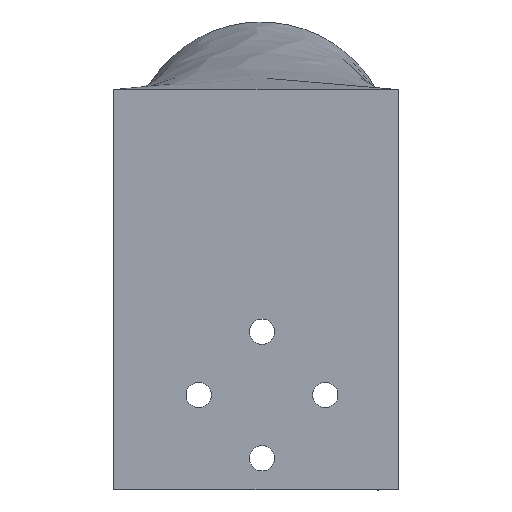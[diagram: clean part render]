
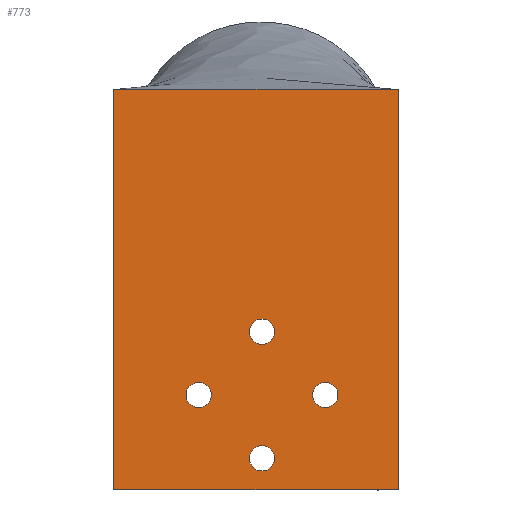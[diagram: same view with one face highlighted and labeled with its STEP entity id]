
A CAD part, top view. The second image highlights one B-rep face of the part: STEP entity #773.
In plain terms, the highlighted planar face has unit normal (0, 0, 1).
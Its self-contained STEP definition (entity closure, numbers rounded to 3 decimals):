
#7 = ORIENTED_EDGE ( 'NONE', *, *, #1968, .T. ) ;
#10 = DIRECTION ( 'NONE',  ( -1., 0., 0. ) ) ;
#12 = AXIS2_PLACEMENT_3D ( 'NONE', #690, #1432, #1842 ) ;
#28 = LINE ( 'NONE', #594, #2312 ) ;
#35 = CARTESIAN_POINT ( 'NONE',  ( 23.537, 209.327, 134.527 ) ) ;
#55 = DIRECTION ( 'NONE',  ( 0., 0., -1. ) ) ;
#59 = FACE_OUTER_BOUND ( 'NONE', #1054, .T. ) ;
#107 = VECTOR ( 'NONE', #2234, 1000. ) ;
#115 = ORIENTED_EDGE ( 'NONE', *, *, #1729, .T. ) ;
#162 = VERTEX_POINT ( 'NONE', #498 ) ;
#214 = EDGE_CURVE ( 'NONE', #351, #162, #2117, .T. ) ;
#229 = DIRECTION ( 'NONE',  ( -1., 0., 0. ) ) ;
#262 = CARTESIAN_POINT ( 'NONE',  ( 0., 0., 134.527 ) ) ;
#264 = VECTOR ( 'NONE', #353, 1000. ) ;
#285 = DIRECTION ( 'NONE',  ( -1., 0., 0. ) ) ;
#309 = DIRECTION ( 'NONE',  ( 0., 0., -1. ) ) ;
#316 = EDGE_CURVE ( 'NONE', #421, #945, #520, .T. ) ;
#351 = VERTEX_POINT ( 'NONE', #2358 ) ;
#353 = DIRECTION ( 'NONE',  ( 0., -1., 0. ) ) ;
#421 = VERTEX_POINT ( 'NONE', #2057 ) ;
#450 = CARTESIAN_POINT ( 'NONE',  ( 10.603, 224.326, 134.527 ) ) ;
#467 = CARTESIAN_POINT ( 'NONE',  ( 23.537, 247.327, 134.527 ) ) ;
#486 = CARTESIAN_POINT ( 'NONE',  ( 16.603, 218.327, 134.527 ) ) ;
#498 = CARTESIAN_POINT ( 'NONE',  ( 9.403, 224.326, 134.527 ) ) ;
#516 = LINE ( 'NONE', #467, #871 ) ;
#520 = LINE ( 'NONE', #1601, #264 ) ;
#544 = DIRECTION ( 'NONE',  ( -1., 0., 0. ) ) ;
#577 = CARTESIAN_POINT ( 'NONE',  ( 10.603, 212.327, 134.527 ) ) ;
#582 = CARTESIAN_POINT ( 'NONE',  ( 16.603, 218.327, 134.527 ) ) ;
#585 = ORIENTED_EDGE ( 'NONE', *, *, #214, .T. ) ;
#594 = CARTESIAN_POINT ( 'NONE',  ( -3.463, 247.327, 134.527 ) ) ;
#598 = ORIENTED_EDGE ( 'NONE', *, *, #1255, .T. ) ;
#610 = AXIS2_PLACEMENT_3D ( 'NONE', #450, #55, #980 ) ;
#640 = CIRCLE ( 'NONE', #832, 1.2 ) ;
#643 = AXIS2_PLACEMENT_3D ( 'NONE', #1226, #309, #1041 ) ;
#649 = EDGE_CURVE ( 'NONE', #945, #1987, #1080, .T. ) ;
#690 = CARTESIAN_POINT ( 'NONE',  ( 4.603, 218.327, 134.527 ) ) ;
#696 = ORIENTED_EDGE ( 'NONE', *, *, #1449, .T. ) ;
#773 = ADVANCED_FACE ( 'NONE', ( #2260, #972, #804, #1708, #59 ), #1527, .F. ) ;
#775 = CARTESIAN_POINT ( 'NONE',  ( 23.537, 209.327, 134.527 ) ) ;
#778 = VERTEX_POINT ( 'NONE', #961 ) ;
#804 = FACE_BOUND ( 'NONE', #1413, .T. ) ;
#829 = AXIS2_PLACEMENT_3D ( 'NONE', #577, #2364, #10 ) ;
#832 = AXIS2_PLACEMENT_3D ( 'NONE', #901, #1443, #1990 ) ;
#871 = VECTOR ( 'NONE', #1967, 1000. ) ;
#901 = CARTESIAN_POINT ( 'NONE',  ( 10.603, 212.327, 134.527 ) ) ;
#945 = VERTEX_POINT ( 'NONE', #1012 ) ;
#948 = EDGE_CURVE ( 'NONE', #162, #351, #1570, .T. ) ;
#961 = CARTESIAN_POINT ( 'NONE',  ( 5.803, 218.327, 134.527 ) ) ;
#972 = FACE_BOUND ( 'NONE', #1853, .T. ) ;
#980 = DIRECTION ( 'NONE',  ( -1., 0., 0. ) ) ;
#985 = ORIENTED_EDGE ( 'NONE', *, *, #316, .T. ) ;
#1012 = CARTESIAN_POINT ( 'NONE',  ( -3.463, 209.327, 134.527 ) ) ;
#1041 = DIRECTION ( 'NONE',  ( -1., 0., 0. ) ) ;
#1050 = CIRCLE ( 'NONE', #12, 1.2 ) ;
#1054 = EDGE_LOOP ( 'NONE', ( #2111, #598, #7, #985 ) ) ;
#1077 = ORIENTED_EDGE ( 'NONE', *, *, #1494, .T. ) ;
#1080 = LINE ( 'NONE', #35, #107 ) ;
#1108 = VERTEX_POINT ( 'NONE', #1333 ) ;
#1137 = CARTESIAN_POINT ( 'NONE',  ( 11.803, 212.327, 134.527 ) ) ;
#1173 = AXIS2_PLACEMENT_3D ( 'NONE', #582, #1692, #1294 ) ;
#1202 = VERTEX_POINT ( 'NONE', #1711 ) ;
#1213 = CARTESIAN_POINT ( 'NONE',  ( 15.403, 218.327, 134.527 ) ) ;
#1226 = CARTESIAN_POINT ( 'NONE',  ( 4.603, 218.327, 134.527 ) ) ;
#1255 = EDGE_CURVE ( 'NONE', #1987, #1202, #516, .T. ) ;
#1294 = DIRECTION ( 'NONE',  ( -1., 0., 0. ) ) ;
#1333 = CARTESIAN_POINT ( 'NONE',  ( 9.403, 212.327, 134.527 ) ) ;
#1361 = DIRECTION ( 'NONE',  ( 0., 0., -1. ) ) ;
#1393 = DIRECTION ( 'NONE',  ( 0., 0., -1. ) ) ;
#1413 = EDGE_LOOP ( 'NONE', ( #696, #1077 ) ) ;
#1432 = DIRECTION ( 'NONE',  ( 0., 0., -1. ) ) ;
#1443 = DIRECTION ( 'NONE',  ( 0., 0., -1. ) ) ;
#1449 = EDGE_CURVE ( 'NONE', #1108, #2098, #640, .T. ) ;
#1456 = CARTESIAN_POINT ( 'NONE',  ( 3.403, 218.327, 134.527 ) ) ;
#1476 = CIRCLE ( 'NONE', #1173, 1.2 ) ;
#1494 = EDGE_CURVE ( 'NONE', #2098, #1108, #1877, .T. ) ;
#1496 = AXIS2_PLACEMENT_3D ( 'NONE', #486, #1393, #285 ) ;
#1507 = VERTEX_POINT ( 'NONE', #1456 ) ;
#1527 = PLANE ( 'NONE',  #2043 ) ;
#1531 = AXIS2_PLACEMENT_3D ( 'NONE', #1568, #2292, #2154 ) ;
#1568 = CARTESIAN_POINT ( 'NONE',  ( 10.603, 224.326, 134.527 ) ) ;
#1570 = CIRCLE ( 'NONE', #610, 1.2 ) ;
#1593 = EDGE_LOOP ( 'NONE', ( #1846, #115 ) ) ;
#1601 = CARTESIAN_POINT ( 'NONE',  ( -3.463, 209.327, 134.527 ) ) ;
#1605 = CIRCLE ( 'NONE', #1496, 1.2 ) ;
#1661 = ORIENTED_EDGE ( 'NONE', *, *, #948, .T. ) ;
#1670 = VERTEX_POINT ( 'NONE', #1213 ) ;
#1692 = DIRECTION ( 'NONE',  ( 0., 0., -1. ) ) ;
#1708 = FACE_BOUND ( 'NONE', #1593, .T. ) ;
#1711 = CARTESIAN_POINT ( 'NONE',  ( 23.537, 247.327, 134.527 ) ) ;
#1729 = EDGE_CURVE ( 'NONE', #1930, #1670, #1605, .T. ) ;
#1741 = EDGE_CURVE ( 'NONE', #1507, #778, #2078, .T. ) ;
#1842 = DIRECTION ( 'NONE',  ( -1., 0., 0. ) ) ;
#1846 = ORIENTED_EDGE ( 'NONE', *, *, #2058, .T. ) ;
#1853 = EDGE_LOOP ( 'NONE', ( #1661, #585 ) ) ;
#1874 = ORIENTED_EDGE ( 'NONE', *, *, #2241, .T. ) ;
#1877 = CIRCLE ( 'NONE', #829, 1.2 ) ;
#1918 = ORIENTED_EDGE ( 'NONE', *, *, #1741, .T. ) ;
#1930 = VERTEX_POINT ( 'NONE', #1960 ) ;
#1960 = CARTESIAN_POINT ( 'NONE',  ( 17.803, 218.327, 134.527 ) ) ;
#1967 = DIRECTION ( 'NONE',  ( 0., 1., 0. ) ) ;
#1968 = EDGE_CURVE ( 'NONE', #1202, #421, #28, .T. ) ;
#1987 = VERTEX_POINT ( 'NONE', #775 ) ;
#1990 = DIRECTION ( 'NONE',  ( -1., 0., 0. ) ) ;
#2018 = EDGE_LOOP ( 'NONE', ( #1918, #1874 ) ) ;
#2043 = AXIS2_PLACEMENT_3D ( 'NONE', #262, #1361, #229 ) ;
#2057 = CARTESIAN_POINT ( 'NONE',  ( -3.463, 247.327, 134.527 ) ) ;
#2058 = EDGE_CURVE ( 'NONE', #1670, #1930, #1476, .T. ) ;
#2078 = CIRCLE ( 'NONE', #643, 1.2 ) ;
#2098 = VERTEX_POINT ( 'NONE', #1137 ) ;
#2111 = ORIENTED_EDGE ( 'NONE', *, *, #649, .T. ) ;
#2117 = CIRCLE ( 'NONE', #1531, 1.2 ) ;
#2154 = DIRECTION ( 'NONE',  ( -1., 0., 0. ) ) ;
#2234 = DIRECTION ( 'NONE',  ( 1., 0., 0. ) ) ;
#2241 = EDGE_CURVE ( 'NONE', #778, #1507, #1050, .T. ) ;
#2260 = FACE_BOUND ( 'NONE', #2018, .T. ) ;
#2292 = DIRECTION ( 'NONE',  ( 0., 0., -1. ) ) ;
#2312 = VECTOR ( 'NONE', #544, 1000. ) ;
#2358 = CARTESIAN_POINT ( 'NONE',  ( 11.803, 224.326, 134.527 ) ) ;
#2364 = DIRECTION ( 'NONE',  ( 0., 0., -1. ) ) ;
